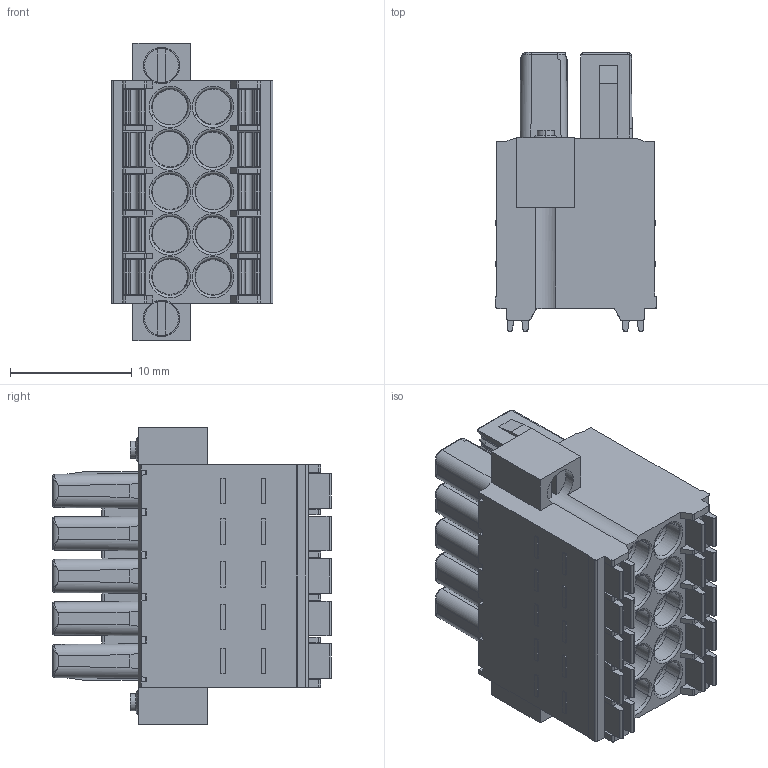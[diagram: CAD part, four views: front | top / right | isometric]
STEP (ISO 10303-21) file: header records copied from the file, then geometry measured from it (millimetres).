
FILE_DESCRIPTION((''),'2;1');
FILE_NAME('TLPSDW-010-1','2024-09-25T15:48:58',('sheji109'),(''),'CREO PARAMETRIC BY PTC INC, 2018100','CREO PARAMETRIC BY PTC INC, 2018100','');
FILE_SCHEMA(('CONFIG_CONTROL_DESIGN'));
Length unit declared in the file: millimetre
Products named in the file (1): TLPSDW-010-1
Bounding box: 13.31 x 22.95 x 24.5 mm (x, y, z)
Volume: 4131.7 mm3; surface area: 3155.2 mm2
Topology: 1 solids, 1 shells, 1071 faces, 2860 edges, 1847 vertices
Faces by surface type: plane 618, cylinder 269, bspline 98, cone 44, torus 42
Entity records: 37933 total; most frequent: CARTESIAN_POINT 12290, ORIENTED_EDGE 5720, DIRECTION 4695, EDGE_CURVE 2860, VERTEX_POINT 1847, VECTOR 1839, LINE 1839, AXIS2_PLACEMENT_3D 1428
